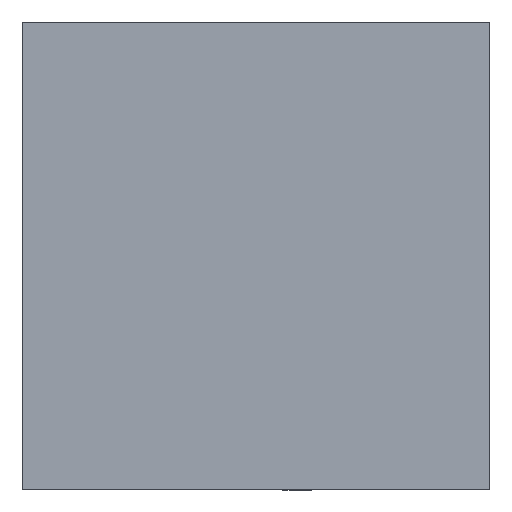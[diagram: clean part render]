
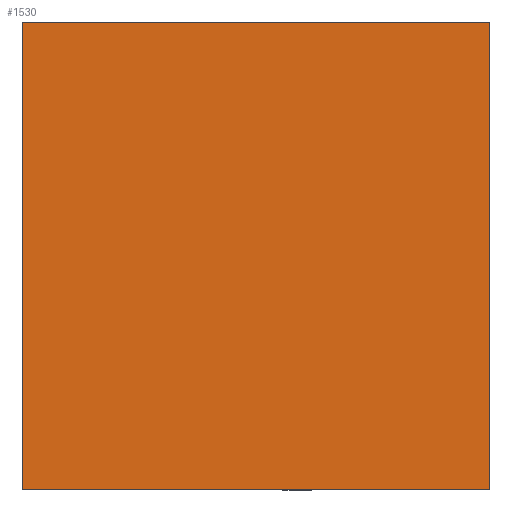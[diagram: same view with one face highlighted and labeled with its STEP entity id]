
A CAD part, top view. The second image highlights one B-rep face of the part: STEP entity #1530.
In plain terms, the highlighted face is planar.
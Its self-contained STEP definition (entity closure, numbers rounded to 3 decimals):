
#611=DIRECTION('',(0.,0.,1.));
#612=VECTOR('',#611,3.3);
#613=CARTESIAN_POINT('',(-1.65,0.75,-1.65));
#614=LINE('',#613,#612);
#618=DIRECTION('',(-1.,0.,0.));
#619=VECTOR('',#618,3.3);
#620=CARTESIAN_POINT('',(1.65,0.75,-1.65));
#621=LINE('',#620,#619);
#625=DIRECTION('',(0.,0.,-1.));
#626=VECTOR('',#625,3.3);
#627=CARTESIAN_POINT('',(1.65,0.75,1.65));
#628=LINE('',#627,#626);
#632=DIRECTION('',(1.,0.,0.));
#633=VECTOR('',#632,3.3);
#634=CARTESIAN_POINT('',(-1.65,0.75,1.65));
#635=LINE('',#634,#633);
#1059=CARTESIAN_POINT('',(-1.65,0.75,-1.65));
#1060=CARTESIAN_POINT('',(-1.65,0.75,1.65));
#1061=VERTEX_POINT('',#1059);
#1062=VERTEX_POINT('',#1060);
#1063=CARTESIAN_POINT('',(1.65,0.75,1.65));
#1064=VERTEX_POINT('',#1063);
#1065=CARTESIAN_POINT('',(1.65,0.75,-1.65));
#1066=VERTEX_POINT('',#1065);
#1519=CARTESIAN_POINT('',(0.,0.75,0.));
#1520=DIRECTION('',(0.,1.,0.));
#1521=DIRECTION('',(1.,0.,0.));
#1522=AXIS2_PLACEMENT_3D('',#1519,#1520,#1521);
#1523=PLANE('',#1522);
#1524=ORIENTED_EDGE('',*,*,#1401,.F.);
#1525=ORIENTED_EDGE('',*,*,#1444,.F.);
#1526=ORIENTED_EDGE('',*,*,#1465,.F.);
#1527=ORIENTED_EDGE('',*,*,#1506,.F.);
#1528=EDGE_LOOP('',(#1524,#1525,#1526,#1527));
#1529=FACE_OUTER_BOUND('',#1528,.F.);
#1401=EDGE_CURVE('',#1061,#1062,#614,.T.);
#1444=EDGE_CURVE('',#1066,#1061,#621,.T.);
#1465=EDGE_CURVE('',#1064,#1066,#628,.T.);
#1506=EDGE_CURVE('',#1062,#1064,#635,.T.);
#1530=ADVANCED_FACE('',(#1529),#1523,.T.);
